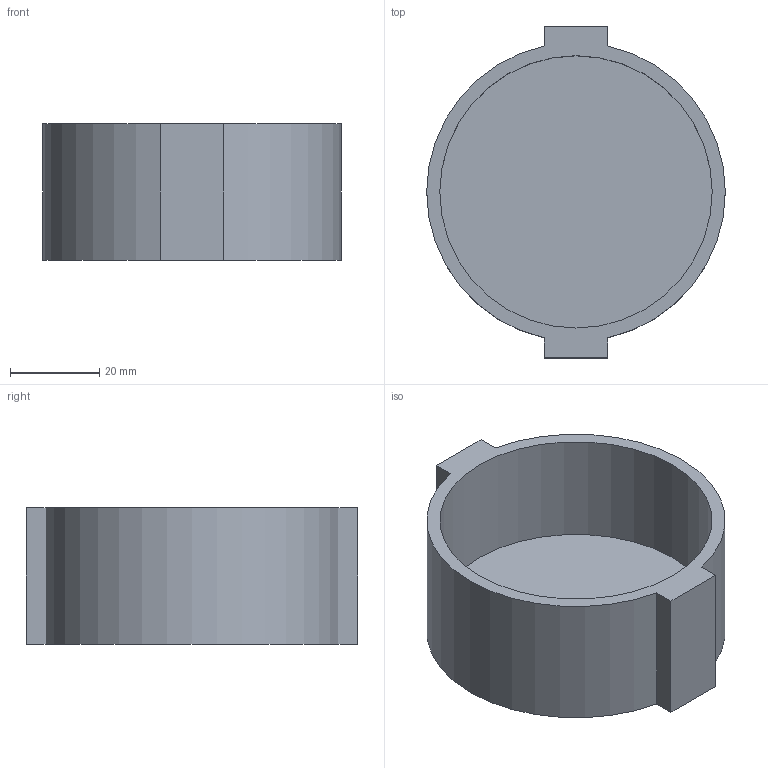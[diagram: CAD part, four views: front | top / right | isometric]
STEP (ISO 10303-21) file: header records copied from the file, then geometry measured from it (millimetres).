
FILE_DESCRIPTION(/* description */ ('STEP AP242','CAx-IF Rec.Pracs.---Representation and Presentation of Product Manufacturing Information (PMI)---4.0---2014-10-13','CAx-IF Rec.Pracs.---3D Tessellated Geometry---0.4---2014-09-14','2;1'),/* implementation_level */ '2;1');
FILE_NAME(/* name */ '68fad8b33c0ce165ee53e430',/* time_stamp */ '2025-10-24T01:38:59Z',/* author */ (''),/* organization */ (''),/* preprocessor_version */ 'ST-DEVELOPER v20',/* originating_system */ 'ONSHAPE BY PTC INC, 1.205',/* authorisation */ ' ');
FILE_SCHEMA (('AP242_MANAGED_MODEL_BASED_3D_ENGINEERING_MIM_LF { 1 0 10303 442 1 1 4 }'));
Length unit declared in the file: metre
Products named in the file (1): Part 3
Bounding box: 66.83 x 74.25 x 30.48 mm (x, y, z)
Volume: 36191.7 mm3; surface area: 19041 mm2
Topology: 1 solids, 1 shells, 12 faces, 27 edges, 18 vertices
Faces by surface type: plane 9, cylinder 3
Full cylindrical faces by diameter (mm): 60.96 x1
Entity records: 354 total; most frequent: DIRECTION 58, CARTESIAN_POINT 57, ORIENTED_EDGE 52, EDGE_CURVE 26, LINE 20, VECTOR 20, AXIS2_PLACEMENT_3D 19, VERTEX_POINT 18
